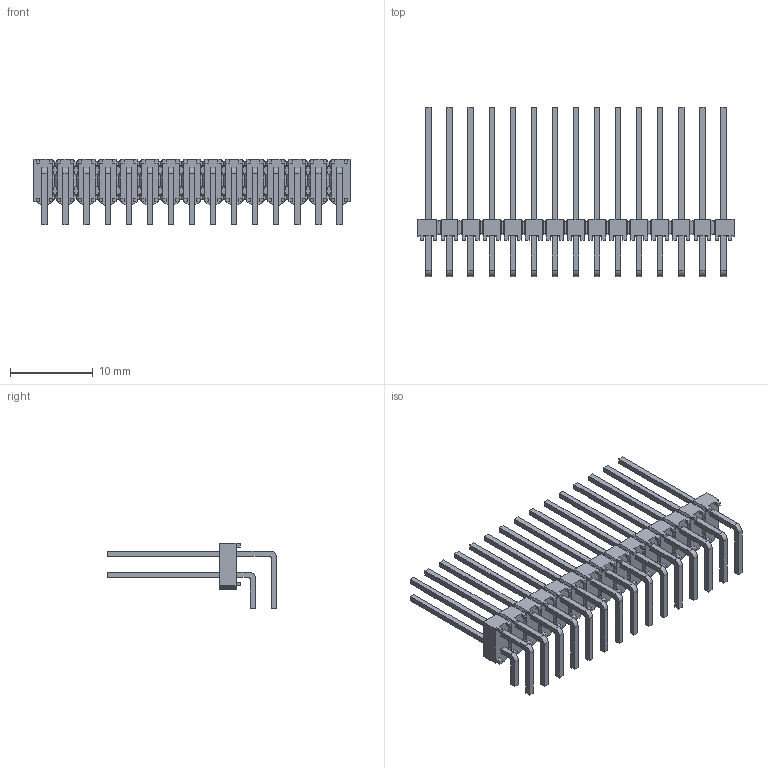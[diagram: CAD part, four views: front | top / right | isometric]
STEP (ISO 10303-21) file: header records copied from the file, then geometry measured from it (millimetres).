
FILE_DESCRIPTION(('FreeCAD Model'),'2;1');
FILE_NAME('Open CASCADE Shape Model','2025-02-16T11:00:31',(''),(''), 'Open CASCADE STEP processor 7.8','FreeCAD','Unknown');
FILE_SCHEMA(('AUTOMOTIVE_DESIGN { 1 0 10303 214 1 1 1 1 }'));
Length unit declared in the file: millimetre
Products named in the file (3): MTSW-115-10-L-D-530-RA; MTSW-115-10-L-D-530-RA_body; MTSW-115-10-D-530-RA
Assembly tree (2 placements, depth 2):
  MTSW-115-10-L-D-530-RA
    MTSW-115-10-L-D-530-RA_body
    MTSW-115-10-D-530-RA
Bounding box: 38.1 x 20.38 x 7.85 mm (x, y, z)
Volume: 674.5 mm3; surface area: 2970.6 mm2
Topology: 2 solids, 2 shells, 1330 faces, 3512 edges, 2192 vertices
Faces by surface type: plane 1270, cylinder 60
Entity records: 40050 total; most frequent: CARTESIAN_POINT 7037, ORIENTED_EDGE 7024, DIRECTION 6298, EDGE_CURVE 3512, LINE 3392, VECTOR 3392, VERTEX_POINT 2192, AXIS2_PLACEMENT_3D 1453
